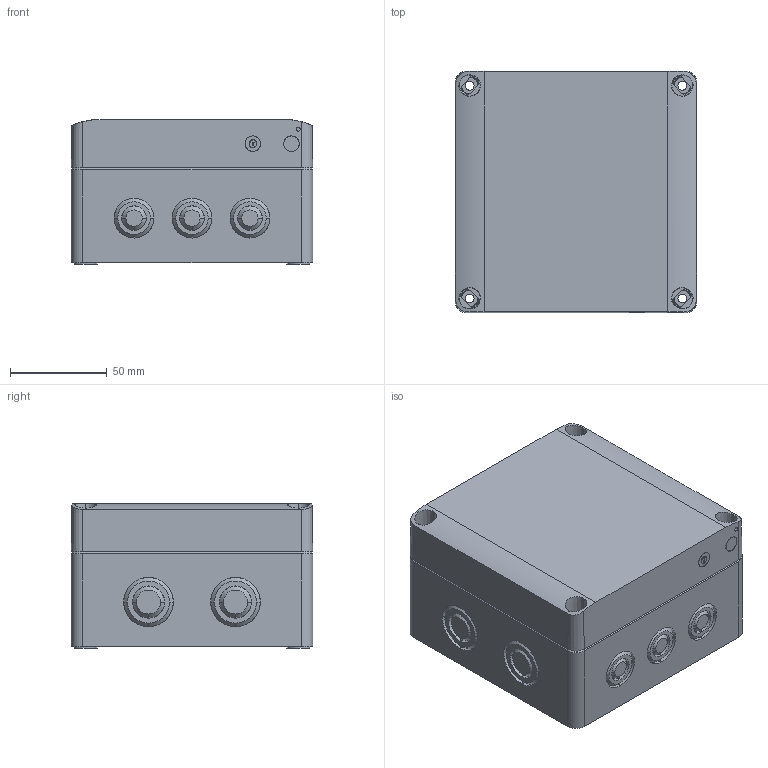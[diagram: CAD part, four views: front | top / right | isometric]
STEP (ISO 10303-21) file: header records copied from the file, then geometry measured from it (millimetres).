
FILE_DESCRIPTION((''),'2;1');
FILE_NAME('SPCM131308G_ASM','2008-12-08T',('pasi_koskela'),(''),'PRO/ENGINEER BY PARAMETRIC TECHNOLOGY CORPORATION, 2008250','PRO/ENGINEER BY PARAMETRIC TECHNOLOGY CORPORATION, 2008250','');
FILE_SCHEMA(('AUTOMOTIVE_DESIGN_CC2 { 1 2 10303 214 -1 1 5 2 }'));
Length unit declared in the file: millimetre
Products named in the file (3): SPCM131305B; SPCG131303L; SPCM131308G_ASM
Assembly tree (2 placements, depth 2):
  SPCM131308G_ASM
    SPCM131305B
    SPCG131303L
Bounding box: 125 x 125 x 75 mm (x, y, z)
Volume: 219772.7 mm3; surface area: 153487.3 mm2
Topology: 2 solids, 3 shells, 1128 faces, 2919 edges, 1888 vertices
Faces by surface type: plane 661, cylinder 212, cone 187, bspline 48, torus 20
Entity records: 52114 total; most frequent: CARTESIAN_POINT 17604, ORIENTED_EDGE 5830, DIRECTION 5267, EDGE_CURVE 2915, PRESENTATION_STYLE_ASSIGNMENT 2379, STYLED_ITEM 2379, CURVE_STYLE 2378, VECTOR 1889
